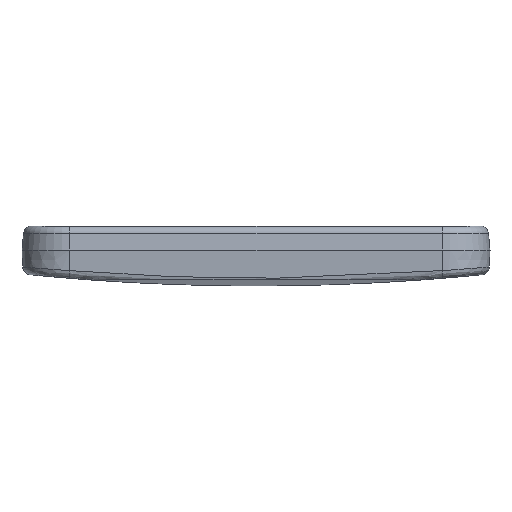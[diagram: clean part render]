
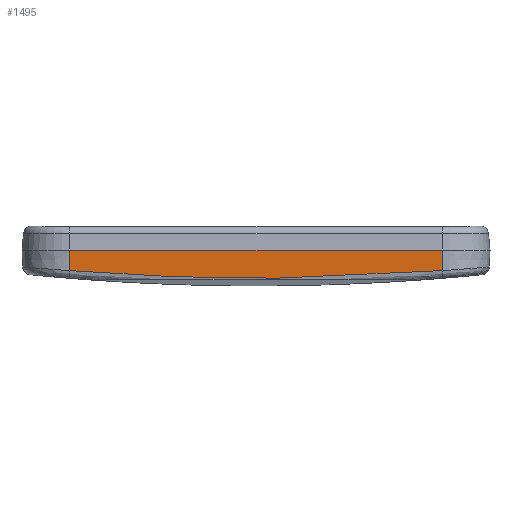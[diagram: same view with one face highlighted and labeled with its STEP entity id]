
A CAD part, left-side view. The second image highlights one B-rep face of the part: STEP entity #1495.
In plain terms, the highlighted planar face has unit normal (-0.999, 0, -0.035).
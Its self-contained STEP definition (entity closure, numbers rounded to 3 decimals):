
#76=ELLIPSE('',#1594,284.155,283.982);
#139=PLANE('',#1680);
#220=FACE_OUTER_BOUND('',#335,.T.);
#335=EDGE_LOOP('',(#1333,#1334,#1335,#1336));
#379=LINE('',#2837,#482);
#440=LINE('',#3036,#543);
#441=LINE('',#3039,#544);
#482=VECTOR('',#1874,10.);
#543=VECTOR('',#2081,10.);
#544=VECTOR('',#2086,10.);
#685=VERTEX_POINT('',#2682);
#687=VERTEX_POINT('',#2733);
#696=VERTEX_POINT('',#2835);
#761=VERTEX_POINT('',#3035);
#845=EDGE_CURVE('',#687,#685,#76,.T.);
#862=EDGE_CURVE('',#696,#687,#379,.T.);
#959=EDGE_CURVE('',#761,#685,#440,.T.);
#961=EDGE_CURVE('',#696,#761,#441,.T.);
#1333=ORIENTED_EDGE('',*,*,#845,.F.);
#1334=ORIENTED_EDGE('',*,*,#862,.F.);
#1335=ORIENTED_EDGE('',*,*,#961,.T.);
#1336=ORIENTED_EDGE('',*,*,#959,.T.);
#1495=ADVANCED_FACE('',(#220),#139,.T.);
#1594=AXIS2_PLACEMENT_3D('',#2735,#1841,#1842);
#1680=AXIS2_PLACEMENT_3D('',#3038,#2084,#2085);
#1841=DIRECTION('center_axis',(0.999,0.,
0.035));
#1842=DIRECTION('ref_axis',(0.035,0.,-0.999));
#1874=DIRECTION('',(0.035,0.,-0.999));
#2081=DIRECTION('',(0.035,0.,-0.999));
#2084=DIRECTION('center_axis',(-0.999,0.,
-0.035));
#2085=DIRECTION('ref_axis',(0.,1.,0.));
#2086=DIRECTION('',(0.,1.,0.));
#2682=CARTESIAN_POINT('',(-53.91,23.318,-2.576));
#2733=CARTESIAN_POINT('',(-53.91,-23.318,-2.576));
#2735=CARTESIAN_POINT('Origin',(-63.793,0.,
280.447));
#2835=CARTESIAN_POINT('',(-54.,-23.318,0.));
#2837=CARTESIAN_POINT('',(-54.,-23.318,0.));
#3035=CARTESIAN_POINT('',(-54.,23.318,0.));
#3036=CARTESIAN_POINT('',(-54.,23.318,0.));
#3038=CARTESIAN_POINT('Origin',(-54.,23.318,0.));
#3039=CARTESIAN_POINT('',(-54.,-23.318,0.));
